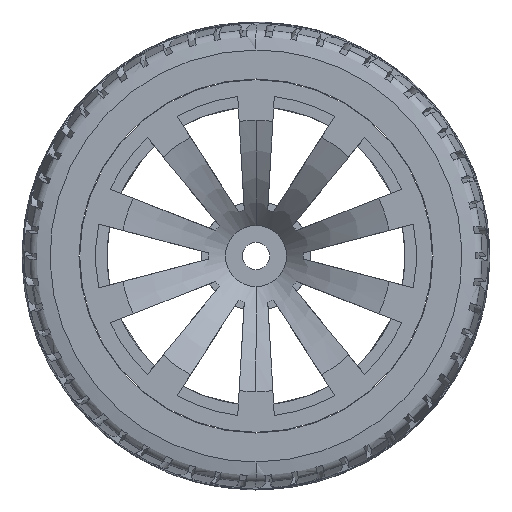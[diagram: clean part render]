
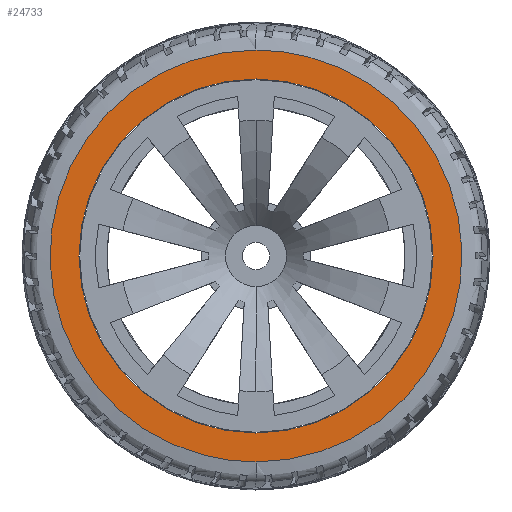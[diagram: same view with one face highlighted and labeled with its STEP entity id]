
A CAD part, left-side view. The second image highlights one B-rep face of the part: STEP entity #24733.
In plain terms, the highlighted planar face has unit normal (-1, 0, 0).
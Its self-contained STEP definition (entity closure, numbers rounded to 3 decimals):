
#243 = CARTESIAN_POINT ( 'NONE',  ( -13.25, 15.212, -26.354 ) ) ;
#422 = CARTESIAN_POINT ( 'NONE',  ( -13.25, -13.461, -27.29 ) ) ;
#855 = CARTESIAN_POINT ( 'NONE',  ( -13.25, -7.879, -29.392 ) ) ;
#897 = CARTESIAN_POINT ( 'NONE',  ( -13.25, 29.392, 7.879 ) ) ;
#1098 = CARTESIAN_POINT ( 'NONE',  ( -13.25, -22.88, -20.061 ) ) ;
#3576 = CARTESIAN_POINT ( 'NONE',  ( -13.25, 26.354, -15.212 ) ) ;
#3701 = CIRCLE ( 'NONE', #39753, 26.1 ) ;
#4087 = FACE_OUTER_BOUND ( 'NONE', #23657, .T. ) ;
#4138 = VERTEX_POINT ( 'NONE', #14010 ) ;
#4747 = DIRECTION ( 'NONE',  ( 0., 0., -1. ) ) ;
#4777 = CIRCLE ( 'NONE', #19648, 26.1 ) ;
#5280 = CARTESIAN_POINT ( 'NONE',  ( -13.25, -30.364, 1.993 ) ) ;
#6003 = B_SPLINE_CURVE_WITH_KNOTS ( 'NONE', 3,
 ( #40765, #7113, #37878, #7757, #13963, #27686, #37442, #17946, #34558, #13752, #20427, #10205, #17715, #14392, #897, #27919, #30588, #31229, #33913, #23747, #41409, #27262, #3576, #7547, #17060, #10634, #10854, #243, #24605, #20636, #27477, #37236, #11072, #17294 ),
 .UNSPECIFIED., .F., .F.,
 ( 4, 2, 2, 2, 2, 2, 2, 2, 2, 2, 2, 2, 2, 2, 2, 2, 4 ),
 ( 0., 0.031, 0.063, 0.094, 0.125, 0.156, 0.187, 0.219, 0.25, 0.281, 0.313, 0.344, 0.375, 0.406, 0.438, 0.469, 0.5 ),
 .UNSPECIFIED. ) ;
#6851 = CARTESIAN_POINT ( 'NONE',  ( -13.25, -27.29, -13.461 ) ) ;
#7113 = CARTESIAN_POINT ( 'NONE',  ( -13.25, 1.994, 30.364 ) ) ;
#7511 = CARTESIAN_POINT ( 'NONE',  ( -13.25, -3.969, -30.169 ) ) ;
#7547 = CARTESIAN_POINT ( 'NONE',  ( -13.25, 24.139, -18.527 ) ) ;
#7720 = CARTESIAN_POINT ( 'NONE',  ( -13.25, -15.212, -26.354 ) ) ;
#7757 = CARTESIAN_POINT ( 'NONE',  ( -13.25, 7.879, 29.392 ) ) ;
#7938 = CARTESIAN_POINT ( 'NONE',  ( -13.25, -28.815, -9.778 ) ) ;
#8228 = DIRECTION ( 'NONE',  ( -1., 0., 0. ) ) ;
#8811 = CARTESIAN_POINT ( 'NONE',  ( -13.25, -28.815, 9.778 ) ) ;
#10205 = CARTESIAN_POINT ( 'NONE',  ( -13.25, 26.354, 15.212 ) ) ;
#10634 = CARTESIAN_POINT ( 'NONE',  ( -13.25, 20.061, -22.88 ) ) ;
#10854 = CARTESIAN_POINT ( 'NONE',  ( -13.25, 18.527, -24.139 ) ) ;
#11072 = CARTESIAN_POINT ( 'NONE',  ( -13.25, 1.993, -30.364 ) ) ;
#11248 = CARTESIAN_POINT ( 'NONE',  ( -13.25, -26.354, -15.212 ) ) ;
#11698 = CARTESIAN_POINT ( 'NONE',  ( -13.25, -27.29, 13.461 ) ) ;
#12122 = CARTESIAN_POINT ( 'NONE',  ( -13.25, -29.392, 7.879 ) ) ;
#13752 = CARTESIAN_POINT ( 'NONE',  ( -13.25, 22.88, 20.061 ) ) ;
#13963 = CARTESIAN_POINT ( 'NONE',  ( -13.25, 9.778, 28.815 ) ) ;
#14010 = CARTESIAN_POINT ( 'NONE',  ( -13.25, 0., 26.1 ) ) ;
#14392 = CARTESIAN_POINT ( 'NONE',  ( -13.25, 28.815, 9.778 ) ) ;
#14854 = EDGE_CURVE ( 'NONE', #4138, #40543, #3701, .T. ) ;
#15014 = CARTESIAN_POINT ( 'NONE',  ( -13.25, -30.169, 3.969 ) ) ;
#15658 = CARTESIAN_POINT ( 'NONE',  ( -13.25, -30.364, -1.993 ) ) ;
#17060 = CARTESIAN_POINT ( 'NONE',  ( -13.25, 22.88, -20.061 ) ) ;
#17253 = CARTESIAN_POINT ( 'NONE',  ( -13.25, -9.778, -28.815 ) ) ;
#17294 = CARTESIAN_POINT ( 'NONE',  ( -13.25, 0., -30.364 ) ) ;
#17715 = CARTESIAN_POINT ( 'NONE',  ( -13.25, 27.29, 13.461 ) ) ;
#17946 = CARTESIAN_POINT ( 'NONE',  ( -13.25, 18.527, 24.139 ) ) ;
#18028 = DIRECTION ( 'NONE',  ( 1., 0., 0. ) ) ;
#18135 = CARTESIAN_POINT ( 'NONE',  ( -13.25, -26.354, 15.212 ) ) ;
#18795 = CARTESIAN_POINT ( 'NONE',  ( -13.25, -20.061, 22.88 ) ) ;
#19648 = AXIS2_PLACEMENT_3D ( 'NONE', #27977, #38373, #21579 ) ;
#20082 = VERTEX_POINT ( 'NONE', #24068 ) ;
#20427 = CARTESIAN_POINT ( 'NONE',  ( -13.25, 24.139, 18.527 ) ) ;
#20636 = CARTESIAN_POINT ( 'NONE',  ( -13.25, 9.778, -28.815 ) ) ;
#20942 = FACE_BOUND ( 'NONE', #34801, .T. ) ;
#21167 = CARTESIAN_POINT ( 'NONE',  ( -13.25, 0., -26.1 ) ) ;
#21579 = DIRECTION ( 'NONE',  ( 0., 0., 1. ) ) ;
#21707 = CARTESIAN_POINT ( 'NONE',  ( -13.25, -18.527, 24.139 ) ) ;
#23657 = EDGE_LOOP ( 'NONE', ( #26475, #31906 ) ) ;
#23747 = CARTESIAN_POINT ( 'NONE',  ( -13.25, 29.392, -7.879 ) ) ;
#24068 = CARTESIAN_POINT ( 'NONE',  ( -13.25, 0., -30.364 ) ) ;
#24605 = CARTESIAN_POINT ( 'NONE',  ( -13.25, 13.461, -27.29 ) ) ;
#24733 = ADVANCED_FACE ( 'NONE', ( #4087, #20942 ), #27770, .F. ) ;
#25230 = CARTESIAN_POINT ( 'NONE',  ( -13.25, -22.88, 20.061 ) ) ;
#25710 = CARTESIAN_POINT ( 'NONE',  ( -13.25, 0., 0. ) ) ;
#26475 = ORIENTED_EDGE ( 'NONE', *, *, #37946, .T. ) ;
#26799 = B_SPLINE_CURVE_WITH_KNOTS ( 'NONE', 3,
 ( #27649, #37840, #7511, #855, #17253, #422, #7720, #27443, #33873, #1098, #41596, #11248, #6851, #7938, #28542, #39155, #15658, #5280, #15014, #12122, #8811, #11698, #18135, #35617, #25230, #18795, #21707, #31845, #32294, #35191, #35839, #38271, #31629, #42686 ),
 .UNSPECIFIED., .F., .F.,
 ( 4, 2, 2, 2, 2, 2, 2, 2, 2, 2, 2, 2, 2, 2, 2, 2, 4 ),
 ( 0.5, 0.531, 0.563, 0.594, 0.625, 0.656, 0.688, 0.719, 0.75, 0.781, 0.813, 0.844, 0.875, 0.906, 0.938, 0.969, 1. ),
 .UNSPECIFIED. ) ;
#27148 = ORIENTED_EDGE ( 'NONE', *, *, #34713, .F. ) ;
#27262 = CARTESIAN_POINT ( 'NONE',  ( -13.25, 27.29, -13.461 ) ) ;
#27443 = CARTESIAN_POINT ( 'NONE',  ( -13.25, -18.527, -24.139 ) ) ;
#27477 = CARTESIAN_POINT ( 'NONE',  ( -13.25, 7.879, -29.392 ) ) ;
#27649 = CARTESIAN_POINT ( 'NONE',  ( -13.25, 0., -30.364 ) ) ;
#27686 = CARTESIAN_POINT ( 'NONE',  ( -13.25, 13.461, 27.29 ) ) ;
#27770 = PLANE ( 'NONE',  #30620 ) ;
#27919 = CARTESIAN_POINT ( 'NONE',  ( -13.25, 30.169, 3.969 ) ) ;
#27977 = CARTESIAN_POINT ( 'NONE',  ( -13.25, 0., 0. ) ) ;
#28077 = CARTESIAN_POINT ( 'NONE',  ( -13.25, 0., 30.364 ) ) ;
#28542 = CARTESIAN_POINT ( 'NONE',  ( -13.25, -29.392, -7.879 ) ) ;
#30588 = CARTESIAN_POINT ( 'NONE',  ( -13.25, 30.364, 1.993 ) ) ;
#30620 = AXIS2_PLACEMENT_3D ( 'NONE', #35089, #18028, #4747 ) ;
#30911 = ORIENTED_EDGE ( 'NONE', *, *, #14854, .F. ) ;
#31229 = CARTESIAN_POINT ( 'NONE',  ( -13.25, 30.364, -1.993 ) ) ;
#31629 = CARTESIAN_POINT ( 'NONE',  ( -13.25, -1.994, 30.364 ) ) ;
#31845 = CARTESIAN_POINT ( 'NONE',  ( -13.25, -15.212, 26.354 ) ) ;
#31906 = ORIENTED_EDGE ( 'NONE', *, *, #36505, .T. ) ;
#31912 = DIRECTION ( 'NONE',  ( 0., 0., 1. ) ) ;
#32294 = CARTESIAN_POINT ( 'NONE',  ( -13.25, -13.461, 27.29 ) ) ;
#33873 = CARTESIAN_POINT ( 'NONE',  ( -13.25, -20.061, -22.88 ) ) ;
#33913 = CARTESIAN_POINT ( 'NONE',  ( -13.25, 30.169, -3.969 ) ) ;
#34558 = CARTESIAN_POINT ( 'NONE',  ( -13.25, 20.061, 22.88 ) ) ;
#34713 = EDGE_CURVE ( 'NONE', #40543, #4138, #4777, .T. ) ;
#34801 = EDGE_LOOP ( 'NONE', ( #30911, #27148 ) ) ;
#35089 = CARTESIAN_POINT ( 'NONE',  ( -13.25, 0., -33. ) ) ;
#35191 = CARTESIAN_POINT ( 'NONE',  ( -13.25, -9.778, 28.815 ) ) ;
#35617 = CARTESIAN_POINT ( 'NONE',  ( -13.25, -24.139, 18.527 ) ) ;
#35839 = CARTESIAN_POINT ( 'NONE',  ( -13.25, -7.879, 29.392 ) ) ;
#36505 = EDGE_CURVE ( 'NONE', #20082, #41990, #26799, .T. ) ;
#37236 = CARTESIAN_POINT ( 'NONE',  ( -13.25, 3.969, -30.169 ) ) ;
#37442 = CARTESIAN_POINT ( 'NONE',  ( -13.25, 15.212, 26.354 ) ) ;
#37840 = CARTESIAN_POINT ( 'NONE',  ( -13.25, -1.993, -30.364 ) ) ;
#37878 = CARTESIAN_POINT ( 'NONE',  ( -13.25, 3.969, 30.169 ) ) ;
#37946 = EDGE_CURVE ( 'NONE', #41990, #20082, #6003, .T. ) ;
#38271 = CARTESIAN_POINT ( 'NONE',  ( -13.25, -3.968, 30.169 ) ) ;
#38373 = DIRECTION ( 'NONE',  ( -1., 0., 0. ) ) ;
#39155 = CARTESIAN_POINT ( 'NONE',  ( -13.25, -30.169, -3.969 ) ) ;
#39753 = AXIS2_PLACEMENT_3D ( 'NONE', #25710, #8228, #31912 ) ;
#40543 = VERTEX_POINT ( 'NONE', #21167 ) ;
#40765 = CARTESIAN_POINT ( 'NONE',  ( -13.25, 0., 30.364 ) ) ;
#41409 = CARTESIAN_POINT ( 'NONE',  ( -13.25, 28.815, -9.778 ) ) ;
#41596 = CARTESIAN_POINT ( 'NONE',  ( -13.25, -24.139, -18.527 ) ) ;
#41990 = VERTEX_POINT ( 'NONE', #28077 ) ;
#42686 = CARTESIAN_POINT ( 'NONE',  ( -13.25, 0., 30.364 ) ) ;
